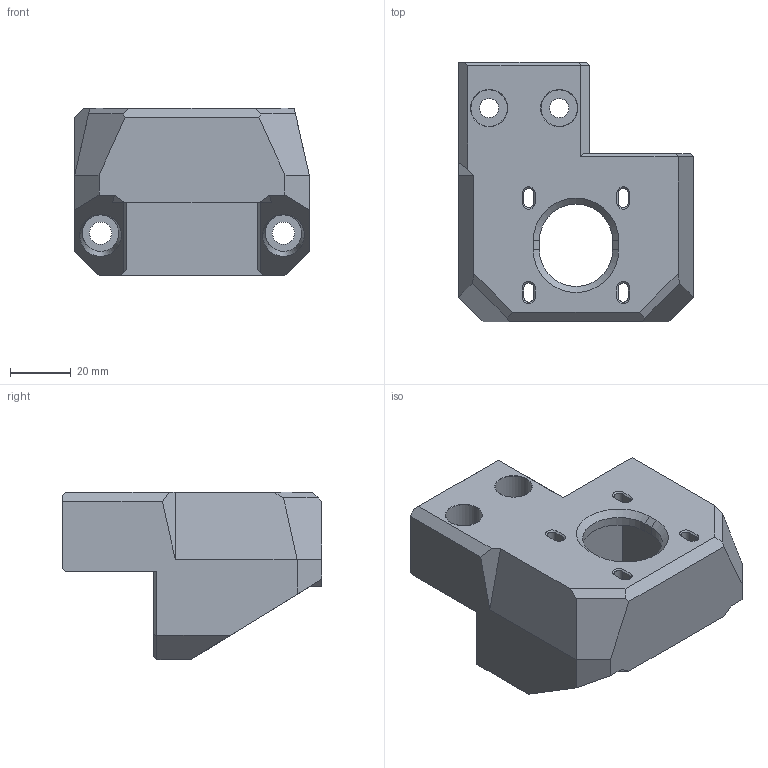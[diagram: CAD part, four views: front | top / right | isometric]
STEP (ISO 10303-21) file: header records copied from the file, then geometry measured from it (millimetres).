
FILE_DESCRIPTION(/* description */ ('STEP AP214'),/* implementation_level */ '2;1');
FILE_NAME(/* name */ '615217856d0309266697de46',/* time_stamp */ '2021-09-27T19:12:07+00:00',/* author */ (''),/* organization */ (''),/* preprocessor_version */ 'ST-DEVELOPER v18.1',/* originating_system */ ' ',/* authorisation */ ' ');
FILE_SCHEMA (('AUTOMOTIVE_DESIGN {1 0 10303 214 3 1 1}'));
Length unit declared in the file: metre
Products named in the file (1): lead_screw_motor_cage_back
Bounding box: 77 x 85 x 55 mm (x, y, z)
Volume: 126225.6 mm3; surface area: 31882.4 mm2
Topology: 1 solids, 1 shells, 106 faces, 265 edges, 165 vertices
Faces by surface type: plane 74, cylinder 18, cone 12, bspline 2
Full cylindrical faces by diameter (mm): 6.3 x2, 7.3 x2, 12 x4
Entity records: 3395 total; most frequent: CARTESIAN_POINT 847, DIRECTION 503, ORIENTED_EDGE 502, EDGE_CURVE 251, LINE 201, VECTOR 201, VERTEX_POINT 163, AXIS2_PLACEMENT_3D 151
